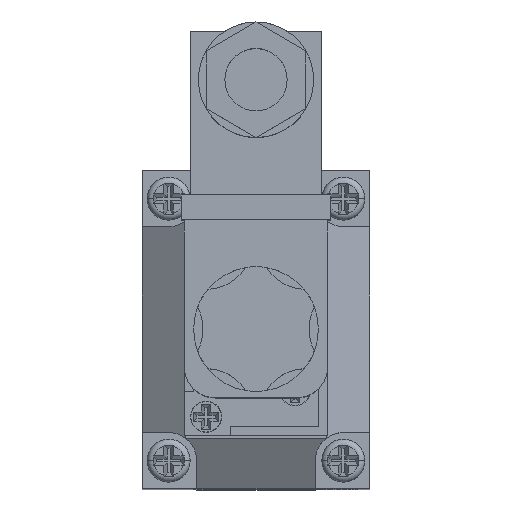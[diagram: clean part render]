
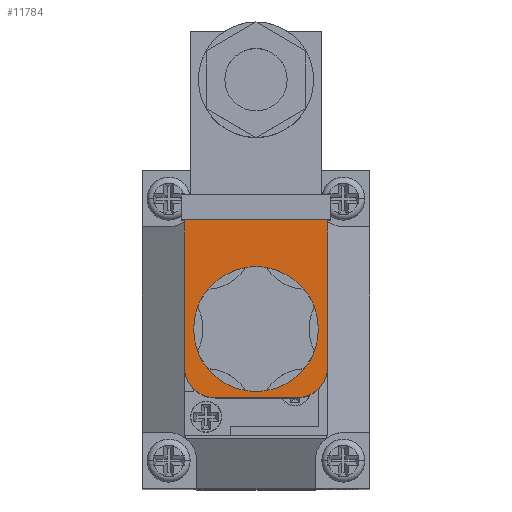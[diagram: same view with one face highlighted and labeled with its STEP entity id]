
A CAD part, top view. The second image highlights one B-rep face of the part: STEP entity #11784.
In plain terms, the highlighted face is planar.
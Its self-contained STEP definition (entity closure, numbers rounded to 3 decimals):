
#124 = ORIENTED_EDGE ( 'NONE', *, *, #414, .T. ) ;
#125 = ORIENTED_EDGE ( 'NONE', *, *, #2236, .T. ) ;
#126 = ORIENTED_EDGE ( 'NONE', *, *, #415, .T. ) ;
#127 = ORIENTED_EDGE ( 'NONE', *, *, #416, .T. ) ;
#128 = ORIENTED_EDGE ( 'NONE', *, *, #417, .T. ) ;
#129 = ORIENTED_EDGE ( 'NONE', *, *, #418, .T. ) ;
#130 = ORIENTED_EDGE ( 'NONE', *, *, #419, .T. ) ;
#131 = ORIENTED_EDGE ( 'NONE', *, *, #420, .T. ) ;
#414 = EDGE_CURVE ( 'NONE', #12984, #12940, #14137, .T. ) ;
#415 = EDGE_CURVE ( 'NONE', #12996, #12943, #14139, .T. ) ;
#416 = EDGE_CURVE ( 'NONE', #12931, #12996, #14138, .T. ) ;
#417 = EDGE_CURVE ( 'NONE', #12909, #12931, #14142, .T. ) ;
#418 = EDGE_CURVE ( 'NONE', #12884, #12909, #14141, .T. ) ;
#419 = EDGE_CURVE ( 'NONE', #12880, #12884, #14144, .T. ) ;
#420 = EDGE_CURVE ( 'NONE', #12943, #12880, #14146, .T. ) ;
#2236 = EDGE_CURVE ( 'NONE', #12940, #12984, #5824, .T. ) ;
#4407 = EDGE_LOOP ( 'NONE', ( #125, #124 ) ) ;
#4417 = EDGE_LOOP ( 'NONE', ( #131, #130, #129, #128, #127, #126 ) ) ;
#5439 = FACE_OUTER_BOUND ( 'NONE', #4417, .T. ) ;
#5440 = FACE_BOUND ( 'NONE', #4407, .T. ) ;
#5824 = CIRCLE ( 'NONE', #9959, 10. ) ;
#6952 = DIRECTION ( 'NONE',  ( -1., 0., 0. ) ) ;
#6988 = CARTESIAN_POINT ( 'NONE',  ( 0., -3.25, 0. ) ) ;
#7014 = DIRECTION ( 'NONE',  ( 0., 0., 1. ) ) ;
#8239 = PLANE ( 'NONE',  #13085 ) ;
#8240 = CARTESIAN_POINT ( 'NONE',  ( 0., -9.25, 6.5 ) ) ;
#8241 = DIRECTION ( 'NONE',  ( 1., 0., 0. ) ) ;
#8242 = DIRECTION ( 'NONE',  ( 0., 0., -1. ) ) ;
#8601 = CARTESIAN_POINT ( 'NONE',  ( 0., 14.25, -11.5 ) ) ;
#8605 = CARTESIAN_POINT ( 'NONE',  ( 0., 14.25, 11.5 ) ) ;
#8630 = CARTESIAN_POINT ( 'NONE',  ( 0., -9.25, 11.5 ) ) ;
#8652 = CARTESIAN_POINT ( 'NONE',  ( 0., -14.25, 6.5 ) ) ;
#8661 = CARTESIAN_POINT ( 'NONE',  ( 0., -3.25, 10. ) ) ;
#8664 = CARTESIAN_POINT ( 'NONE',  ( 0., -9.25, -11.5 ) ) ;
#8705 = CARTESIAN_POINT ( 'NONE',  ( 0., -3.25, -10. ) ) ;
#8717 = CARTESIAN_POINT ( 'NONE',  ( 0., -14.25, -6.5 ) ) ;
#9786 = AXIS2_PLACEMENT_3D ( 'NONE', #10854, #10887, #10846 ) ;
#9787 = AXIS2_PLACEMENT_3D ( 'NONE', #10848, #10849, #10857 ) ;
#9788 = AXIS2_PLACEMENT_3D ( 'NONE', #10847, #10853, #10856 ) ;
#9959 = AXIS2_PLACEMENT_3D ( 'NONE', #6988, #6952, #7014 ) ;
#10840 = DIRECTION ( 'NONE',  ( 0., 1., 0. ) ) ;
#10841 = CARTESIAN_POINT ( 'NONE',  ( 0., -9.25, -11.5 ) ) ;
#10842 = DIRECTION ( 'NONE',  ( 0., 0., 1. ) ) ;
#10843 = CARTESIAN_POINT ( 'NONE',  ( 0., 14.25, 11.5 ) ) ;
#10844 = DIRECTION ( 'NONE',  ( 0., -1., 0. ) ) ;
#10845 = CARTESIAN_POINT ( 'NONE',  ( 0., -9.25, 11.5 ) ) ;
#10846 = DIRECTION ( 'NONE',  ( 0., 0., 1. ) ) ;
#10847 = CARTESIAN_POINT ( 'NONE',  ( 0., -9.25, 6.5 ) ) ;
#10848 = CARTESIAN_POINT ( 'NONE',  ( 0., -9.25, -6.5 ) ) ;
#10849 = DIRECTION ( 'NONE',  ( 1., 0., 0. ) ) ;
#10851 = CARTESIAN_POINT ( 'NONE',  ( 0., -14.25, 6.5 ) ) ;
#10853 = DIRECTION ( 'NONE',  ( 1., 0., 0. ) ) ;
#10854 = CARTESIAN_POINT ( 'NONE',  ( 0., -3.25, 0. ) ) ;
#10855 = DIRECTION ( 'NONE',  ( 0., 0., -1. ) ) ;
#10856 = DIRECTION ( 'NONE',  ( 0., 0., -1. ) ) ;
#10857 = DIRECTION ( 'NONE',  ( 0., 0., 1. ) ) ;
#10887 = DIRECTION ( 'NONE',  ( -1., 0., 0. ) ) ;
#11784 = ADVANCED_FACE ( 'NONE', ( #5439, #5440 ), #8239, .T. ) ;
#12880 = VERTEX_POINT ( 'NONE', #8601 ) ;
#12884 = VERTEX_POINT ( 'NONE', #8605 ) ;
#12909 = VERTEX_POINT ( 'NONE', #8630 ) ;
#12931 = VERTEX_POINT ( 'NONE', #8652 ) ;
#12940 = VERTEX_POINT ( 'NONE', #8661 ) ;
#12943 = VERTEX_POINT ( 'NONE', #8664 ) ;
#12984 = VERTEX_POINT ( 'NONE', #8705 ) ;
#12996 = VERTEX_POINT ( 'NONE', #8717 ) ;
#13085 = AXIS2_PLACEMENT_3D ( 'NONE', #8240, #8241, #8242 ) ;
#14137 = CIRCLE ( 'NONE', #9786, 10. ) ;
#14138 = LINE ( 'NONE', #10851, #14140 ) ;
#14139 = CIRCLE ( 'NONE', #9787, 5. ) ;
#14140 = VECTOR ( 'NONE', #10855, 1000. ) ;
#14141 = LINE ( 'NONE', #10845, #14143 ) ;
#14142 = CIRCLE ( 'NONE', #9788, 5. ) ;
#14143 = VECTOR ( 'NONE', #10844, 1000. ) ;
#14144 = LINE ( 'NONE', #10843, #14145 ) ;
#14145 = VECTOR ( 'NONE', #10842, 1000. ) ;
#14146 = LINE ( 'NONE', #10841, #14147 ) ;
#14147 = VECTOR ( 'NONE', #10840, 1000. ) ;
